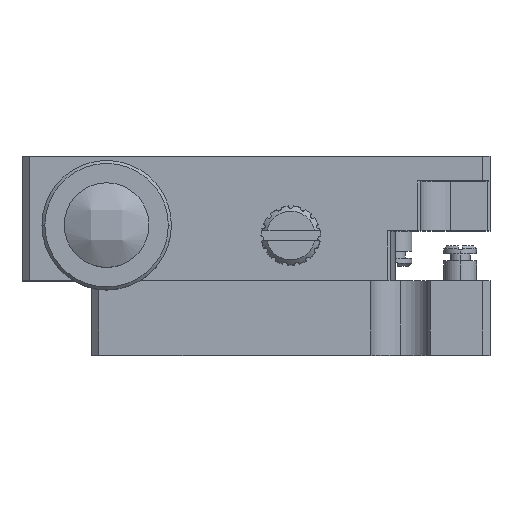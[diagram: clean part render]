
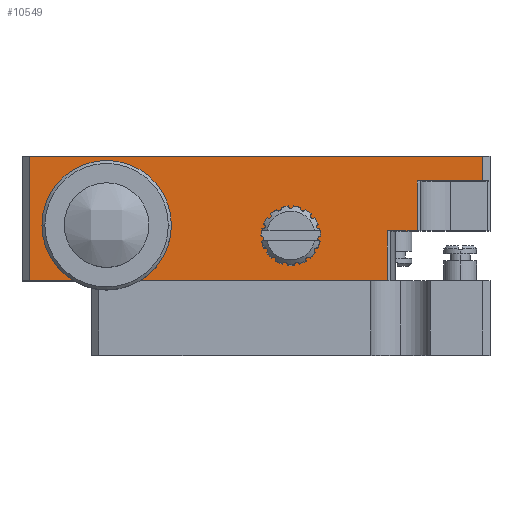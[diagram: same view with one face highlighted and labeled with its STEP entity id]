
A CAD part, top view. The second image highlights one B-rep face of the part: STEP entity #10549.
In plain terms, the highlighted planar face has unit normal (0, 0, 1).
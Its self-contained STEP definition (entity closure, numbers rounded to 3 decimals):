
#6 = VERTEX_POINT ( 'NONE', #5738 ) ;
#13 = VERTEX_POINT ( 'NONE', #5709 ) ;
#47 = VERTEX_POINT ( 'NONE', #5774 ) ;
#58 = VERTEX_POINT ( 'NONE', #5794 ) ;
#231 = FACE_BOUND ( 'NONE', #2898, .T. ) ;
#245 = FACE_BOUND ( 'NONE', #2910, .T. ) ;
#277 = FACE_OUTER_BOUND ( 'NONE', #2833, .T. ) ;
#891 = AXIS2_PLACEMENT_3D ( 'NONE', #8065, #8081, #8060 ) ;
#974 = ORIENTED_EDGE ( 'NONE', *, *, #10069, .F. ) ;
#1004 = ORIENTED_EDGE ( 'NONE', *, *, #10445, .T. ) ;
#1010 = ORIENTED_EDGE ( 'NONE', *, *, #10080, .T. ) ;
#1089 = ORIENTED_EDGE ( 'NONE', *, *, #10455, .T. ) ;
#1098 = ORIENTED_EDGE ( 'NONE', *, *, #10137, .T. ) ;
#1102 = AXIS2_PLACEMENT_3D ( 'NONE', #4132, #4111, #4108 ) ;
#1110 = ORIENTED_EDGE ( 'NONE', *, *, #10097, .T. ) ;
#1116 = ORIENTED_EDGE ( 'NONE', *, *, #10047, .T. ) ;
#1127 = ORIENTED_EDGE ( 'NONE', *, *, #10043, .T. ) ;
#1155 = ORIENTED_EDGE ( 'NONE', *, *, #10023, .T. ) ;
#1175 = ORIENTED_EDGE ( 'NONE', *, *, #4171, .T. ) ;
#1194 = ORIENTED_EDGE ( 'NONE', *, *, #10036, .T. ) ;
#1211 = ORIENTED_EDGE ( 'NONE', *, *, #10041, .T. ) ;
#1298 = AXIS2_PLACEMENT_3D ( 'NONE', #3103, #3122, #3106 ) ;
#1518 = AXIS2_PLACEMENT_3D ( 'NONE', #6059, #6082, #6060 ) ;
#1554 = AXIS2_PLACEMENT_3D ( 'NONE', #7132, #7116, #7117 ) ;
#2833 = EDGE_LOOP ( 'NONE', ( #1110, #1127, #1010, #1194, #1116, #1155, #974, #1211 ) ) ;
#2898 = EDGE_LOOP ( 'NONE', ( #1098, #1089 ) ) ;
#2910 = EDGE_LOOP ( 'NONE', ( #1004, #1175 ) ) ;
#3103 = CARTESIAN_POINT ( 'NONE',  ( 1.5, 13., 0. ) ) ;
#3106 = DIRECTION ( 'NONE',  ( 1., 0., 0. ) ) ;
#3122 = DIRECTION ( 'NONE',  ( 0., 0., -1. ) ) ;
#3463 = VERTEX_POINT ( 'NONE', #5450 ) ;
#4108 = DIRECTION ( 'NONE',  ( 1., 0., 0. ) ) ;
#4111 = DIRECTION ( 'NONE',  ( 0., 0., -1. ) ) ;
#4132 = CARTESIAN_POINT ( 'NONE',  ( 20., 12., 0. ) ) ;
#4171 = EDGE_CURVE ( 'NONE', #58, #47, #6820, .T. ) ;
#4312 = VERTEX_POINT ( 'NONE', #7605 ) ;
#4321 = VERTEX_POINT ( 'NONE', #7596 ) ;
#4331 = VERTEX_POINT ( 'NONE', #7601 ) ;
#4336 = VERTEX_POINT ( 'NONE', #7561 ) ;
#4344 = VERTEX_POINT ( 'NONE', #7559 ) ;
#4358 = VERTEX_POINT ( 'NONE', #7566 ) ;
#4364 = VERTEX_POINT ( 'NONE', #7577 ) ;
#5450 = CARTESIAN_POINT ( 'NONE',  ( 29.7, 12.5, 0. ) ) ;
#5709 = CARTESIAN_POINT ( 'NONE',  ( -3., 13., 0. ) ) ;
#5738 = CARTESIAN_POINT ( 'NONE',  ( 6., 13., 0. ) ) ;
#5774 = CARTESIAN_POINT ( 'NONE',  ( 21.5, 12., 0. ) ) ;
#5794 = CARTESIAN_POINT ( 'NONE',  ( 18.5, 12., 0. ) ) ;
#6058 = PLANE ( 'NONE',  #1518 ) ;
#6059 = CARTESIAN_POINT ( 'NONE',  ( -6.29, 7.5, 0. ) ) ;
#6060 = DIRECTION ( 'NONE',  ( 1., 0., 0. ) ) ;
#6082 = DIRECTION ( 'NONE',  ( 0., 0., 1. ) ) ;
#6820 = CIRCLE ( 'NONE', #1554, 1.5 ) ;
#7116 = DIRECTION ( 'NONE',  ( 0., 0., -1. ) ) ;
#7117 = DIRECTION ( 'NONE',  ( 1., 0., 0. ) ) ;
#7132 = CARTESIAN_POINT ( 'NONE',  ( 20., 12., 0. ) ) ;
#7559 = CARTESIAN_POINT ( 'NONE',  ( 32.7, 17.5, 0. ) ) ;
#7561 = CARTESIAN_POINT ( 'NONE',  ( 39.29, 17.5, 0. ) ) ;
#7566 = CARTESIAN_POINT ( 'NONE',  ( 29.7, 7.5, 0. ) ) ;
#7577 = CARTESIAN_POINT ( 'NONE',  ( 39.29, 20., 0. ) ) ;
#7596 = CARTESIAN_POINT ( 'NONE',  ( -6.29, 7.5, 0. ) ) ;
#7601 = CARTESIAN_POINT ( 'NONE',  ( 32.7, 12.5, 0. ) ) ;
#7605 = CARTESIAN_POINT ( 'NONE',  ( -6.29, 20., 0. ) ) ;
#8060 = DIRECTION ( 'NONE',  ( 1., 0., 0. ) ) ;
#8065 = CARTESIAN_POINT ( 'NONE',  ( 1.5, 13., 0. ) ) ;
#8081 = DIRECTION ( 'NONE',  ( 0., 0., -1. ) ) ;
#8655 = CARTESIAN_POINT ( 'NONE',  ( 32.7, 7.5, 0. ) ) ;
#8659 = CARTESIAN_POINT ( 'NONE',  ( 39.29, 7.5, 0. ) ) ;
#8662 = DIRECTION ( 'NONE',  ( 0., 1., 0. ) ) ;
#8664 = DIRECTION ( 'NONE',  ( 0., 1., 0. ) ) ;
#8681 = DIRECTION ( 'NONE',  ( 0., 1., 0. ) ) ;
#8687 = DIRECTION ( 'NONE',  ( 0., -1., 0. ) ) ;
#8699 = CARTESIAN_POINT ( 'NONE',  ( -6.29, 7.5, 0. ) ) ;
#8710 = CARTESIAN_POINT ( 'NONE',  ( -6.29, 17.5, 0. ) ) ;
#8716 = DIRECTION ( 'NONE',  ( 1., 0., 0. ) ) ;
#8719 = CARTESIAN_POINT ( 'NONE',  ( 29.7, 7.5, 0. ) ) ;
#8721 = CARTESIAN_POINT ( 'NONE',  ( -7., 20., 0. ) ) ;
#8729 = DIRECTION ( 'NONE',  ( 1., 0., 0. ) ) ;
#8759 = DIRECTION ( 'NONE',  ( 1., 0., 0. ) ) ;
#8791 = CARTESIAN_POINT ( 'NONE',  ( -6.29, 12.5, 0. ) ) ;
#8808 = CARTESIAN_POINT ( 'NONE',  ( -6.29, 7.5, 0. ) ) ;
#8811 = DIRECTION ( 'NONE',  ( 1., 0., 0. ) ) ;
#8952 = VECTOR ( 'NONE', #8664, 1000. ) ;
#8963 = LINE ( 'NONE', #8659, #8952 ) ;
#8985 = VECTOR ( 'NONE', #8687, 1000. ) ;
#9004 = LINE ( 'NONE', #8655, #9019 ) ;
#9014 = LINE ( 'NONE', #8719, #9015 ) ;
#9015 = VECTOR ( 'NONE', #8681, 1000. ) ;
#9016 = VECTOR ( 'NONE', #8716, 1000. ) ;
#9019 = VECTOR ( 'NONE', #8662, 1000. ) ;
#9028 = LINE ( 'NONE', #8699, #8985 ) ;
#9038 = LINE ( 'NONE', #8710, #9016 ) ;
#9051 = VECTOR ( 'NONE', #8729, 1000. ) ;
#9094 = LINE ( 'NONE', #8791, #9101 ) ;
#9100 = LINE ( 'NONE', #8721, #9051 ) ;
#9101 = VECTOR ( 'NONE', #8759, 1000. ) ;
#9134 = VECTOR ( 'NONE', #8811, 1000. ) ;
#9161 = LINE ( 'NONE', #8808, #9134 ) ;
#9213 = CIRCLE ( 'NONE', #891, 4.5 ) ;
#9671 = CIRCLE ( 'NONE', #1298, 4.5 ) ;
#9677 = CIRCLE ( 'NONE', #1102, 1.5 ) ;
#10023 = EDGE_CURVE ( 'NONE', #4336, #4364, #8963, .T. ) ;
#10036 = EDGE_CURVE ( 'NONE', #4331, #4344, #9004, .T. ) ;
#10041 = EDGE_CURVE ( 'NONE', #4312, #4321, #9028, .T. ) ;
#10043 = EDGE_CURVE ( 'NONE', #4358, #3463, #9014, .T. ) ;
#10047 = EDGE_CURVE ( 'NONE', #4344, #4336, #9038, .T. ) ;
#10069 = EDGE_CURVE ( 'NONE', #4312, #4364, #9100, .T. ) ;
#10080 = EDGE_CURVE ( 'NONE', #3463, #4331, #9094, .T. ) ;
#10097 = EDGE_CURVE ( 'NONE', #4321, #4358, #9161, .T. ) ;
#10137 = EDGE_CURVE ( 'NONE', #6, #13, #9213, .T. ) ;
#10445 = EDGE_CURVE ( 'NONE', #47, #58, #9677, .T. ) ;
#10455 = EDGE_CURVE ( 'NONE', #13, #6, #9671, .T. ) ;
#10549 = ADVANCED_FACE ( 'NONE', ( #277, #231, #245 ), #6058, .T. ) ;
